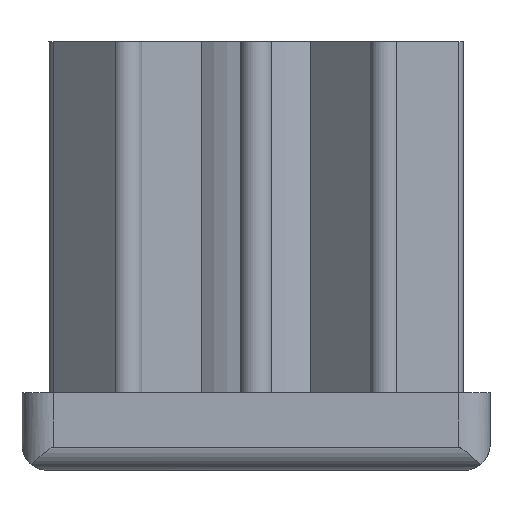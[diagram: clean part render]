
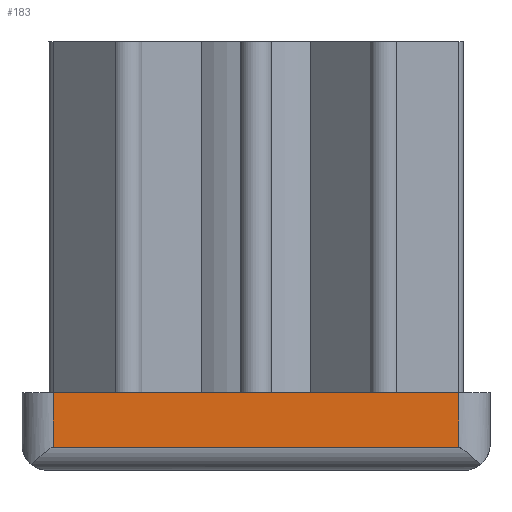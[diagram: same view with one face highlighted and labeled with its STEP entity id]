
A CAD part, left-side view. The second image highlights one B-rep face of the part: STEP entity #183.
In plain terms, the highlighted planar face has unit normal (-1, 0, 0).
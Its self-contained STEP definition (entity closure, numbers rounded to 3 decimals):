
#183 = ADVANCED_FACE( '', ( #385 ), #386, .F. );
#385 = FACE_OUTER_BOUND( '', #600, .T. );
#386 = PLANE( '', #601 );
#600 = EDGE_LOOP( '', ( #1134, #1135, #1136, #1137 ) );
#601 = AXIS2_PLACEMENT_3D( '', #1138, #1139, #1140 );
#1134 = ORIENTED_EDGE( '', *, *, #1462, .T. );
#1135 = ORIENTED_EDGE( '', *, *, #1472, .T. );
#1136 = ORIENTED_EDGE( '', *, *, #1424, .F. );
#1137 = ORIENTED_EDGE( '', *, *, #1507, .F. );
#1138 = CARTESIAN_POINT( '', ( -30., 26., 10. ) );
#1139 = DIRECTION( '', ( 1., 0., 0. ) );
#1140 = DIRECTION( '', ( 0., 0., -1. ) );
#1424 = EDGE_CURVE( '', #1760, #1761, #1762, .T. );
#1462 = EDGE_CURVE( '', #1817, #1815, #1818, .T. );
#1472 = EDGE_CURVE( '', #1815, #1761, #1832, .T. );
#1507 = EDGE_CURVE( '', #1817, #1760, #1878, .T. );
#1760 = VERTEX_POINT( '', #2289 );
#1761 = VERTEX_POINT( '', #2290 );
#1762 = LINE( '', #2291, #2292 );
#1815 = VERTEX_POINT( '', #2391 );
#1817 = VERTEX_POINT( '', #2406 );
#1818 = LINE( '', #2407, #2408 );
#1832 = LINE( '', #2436, #2437 );
#1878 = LINE( '', #2503, #2504 );
#2289 = CARTESIAN_POINT( '', ( -30., -26., 10. ) );
#2290 = CARTESIAN_POINT( '', ( -30., -26., 2.959 ) );
#2291 = CARTESIAN_POINT( '', ( -30., -26., 10. ) );
#2292 = VECTOR( '', #2737, 1000. );
#2391 = CARTESIAN_POINT( '', ( -30., 26., 2.959 ) );
#2406 = CARTESIAN_POINT( '', ( -30., 26., 10. ) );
#2407 = CARTESIAN_POINT( '', ( -30., 26., 10. ) );
#2408 = VECTOR( '', #2770, 1000. );
#2436 = CARTESIAN_POINT( '', ( -30., 60., 2.959 ) );
#2437 = VECTOR( '', #2784, 1000. );
#2503 = CARTESIAN_POINT( '', ( -30., 26., 10. ) );
#2504 = VECTOR( '', #2811, 1000. );
#2737 = DIRECTION( '', ( 0., 0., -1. ) );
#2770 = DIRECTION( '', ( 0., 0., -1. ) );
#2784 = DIRECTION( '', ( 0., -1., 0. ) );
#2811 = DIRECTION( '', ( 0., -1., 0. ) );
